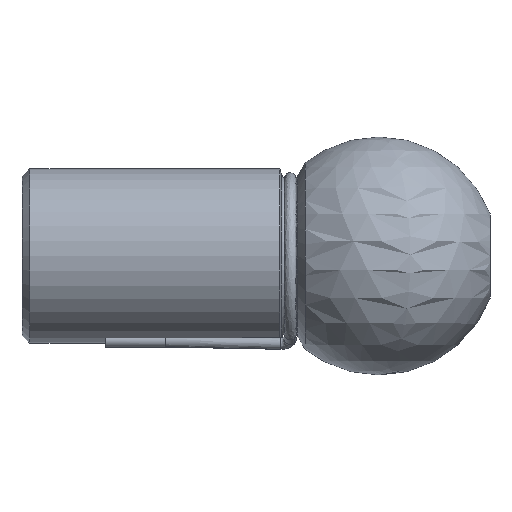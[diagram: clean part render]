
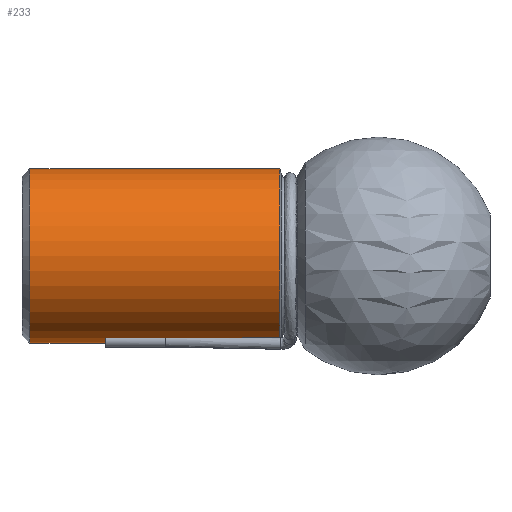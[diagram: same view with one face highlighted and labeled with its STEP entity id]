
A CAD part, top view. The second image highlights one B-rep face of the part: STEP entity #233.
In plain terms, the highlighted cylindrical face has radius 11 mm (diameter 22 mm), a full revolution.
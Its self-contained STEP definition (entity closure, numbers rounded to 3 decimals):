
#144=CYLINDRICAL_SURFACE('',#1097,11.);
#164=FACE_BOUND('',#351,.T.);
#165=FACE_BOUND('',#352,.T.);
#233=ADVANCED_FACE('',(#164,#165),#144,.T.);
#351=EDGE_LOOP('',(#655));
#352=EDGE_LOOP('',(#656));
#420=CIRCLE('',#1093,11.);
#422=CIRCLE('',#1096,11.);
#655=ORIENTED_EDGE('',*,*,#943,.T.);
#656=ORIENTED_EDGE('',*,*,#941,.F.);
#822=VERTEX_POINT('',#4959);
#824=VERTEX_POINT('',#4964);
#941=EDGE_CURVE('',#822,#822,#420,.T.);
#943=EDGE_CURVE('',#824,#824,#422,.T.);
#1093=AXIS2_PLACEMENT_3D('',#4958,#1258,#1259);
#1096=AXIS2_PLACEMENT_3D('',#4963,#1264,#1265);
#1097=AXIS2_PLACEMENT_3D('',#4965,#1266,#1267);
#1258=DIRECTION('',(1.,0.,0.));
#1259=DIRECTION('',(0.,0.,-1.));
#1264=DIRECTION('',(1.,0.,0.));
#1265=DIRECTION('',(0.,0.,-1.));
#1266=DIRECTION('',(1.,0.,0.));
#1267=DIRECTION('',(0.,0.,1.));
#4958=CARTESIAN_POINT('',(44.,0.,0.));
#4959=CARTESIAN_POINT('',(44.,0.,11.));
#4963=CARTESIAN_POINT('',(12.5,0.,0.));
#4964=CARTESIAN_POINT('',(12.5,0.,11.));
#4965=CARTESIAN_POINT('',(28.25,0.,0.));
